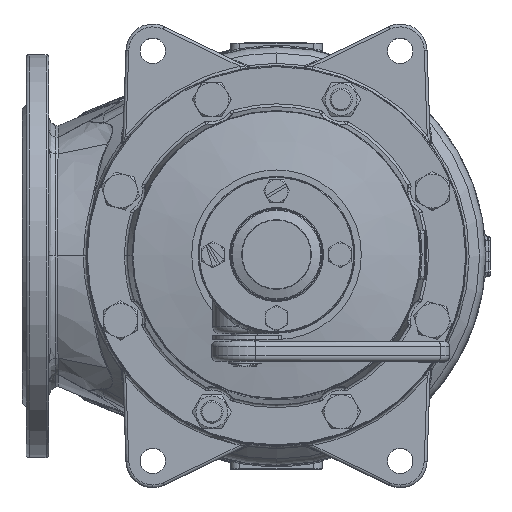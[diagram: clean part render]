
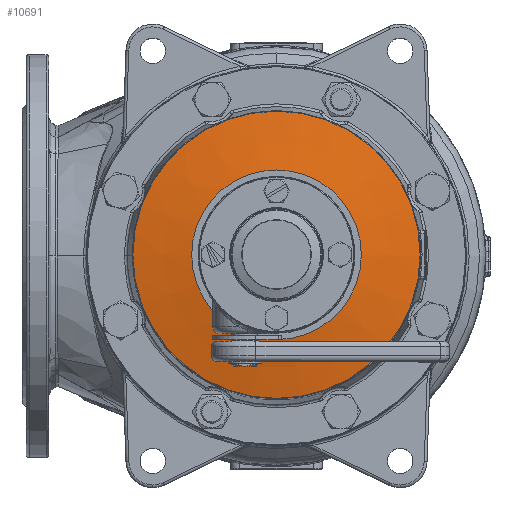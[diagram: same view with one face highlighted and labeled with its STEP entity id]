
A CAD part, top view. The second image highlights one B-rep face of the part: STEP entity #10691.
In plain terms, the highlighted conical face has half-angle 80 degrees and reference radius 60 mm.
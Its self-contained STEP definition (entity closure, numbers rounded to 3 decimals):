
#9989=CARTESIAN_POINT('',(101.587,0.,576.667));
#9990=VERTEX_POINT('',#9989);
#10017=CARTESIAN_POINT('',(-101.587,-0.,576.667));
#10018=VERTEX_POINT('',#10017);
#10019=CARTESIAN_POINT('',(0.,-0.,576.667));
#10020=DIRECTION('',(0.,-0.,1.));
#10021=DIRECTION('',(1.,0.,-0.));
#10022=AXIS2_PLACEMENT_3D('',#10019,#10020,#10021);
#10023=CIRCLE('',#10022,101.587);
#10024=EDGE_CURVE('NONE',#10018,#9990,#10023,.T.);
#10026=CARTESIAN_POINT('',(0.,-0.,576.667));
#10027=DIRECTION('',(0.,-0.,1.));
#10028=DIRECTION('',(1.,0.,-0.));
#10029=AXIS2_PLACEMENT_3D('',#10026,#10027,#10028);
#10030=CIRCLE('',#10029,101.587);
#10031=EDGE_CURVE('NONE',#9990,#10018,#10030,.T.);
#10657=CARTESIAN_POINT('',(0.,-0.,584.));
#10658=DIRECTION('',(-0.,0.,-1.));
#10659=DIRECTION('',(-1.,-0.,0.));
#10660=AXIS2_PLACEMENT_3D('',#10657,#10658,#10659);
#10661=CONICAL_SURFACE('',#10660,60.,80.);
#10662=CARTESIAN_POINT('',(-60.,-0.,584.));
#10663=VERTEX_POINT('',#10662);
#10664=CARTESIAN_POINT('',(-101.587,-0.,576.667));
#10665=DIRECTION('',(0.985,0.,0.174));
#10666=VECTOR('',#10665,42.228);
#10667=LINE('',#10664,#10666);
#10668=EDGE_CURVE('',#10018,#10663,#10667,.T.);
#10669=ORIENTED_EDGE('',*,*,#10668,.T.);
#10670=CARTESIAN_POINT('',(60.,0.,584.));
#10671=VERTEX_POINT('',#10670);
#10672=CARTESIAN_POINT('',(0.,-0.,584.));
#10673=DIRECTION('',(-0.,0.,-1.));
#10674=DIRECTION('',(-1.,-0.,0.));
#10675=AXIS2_PLACEMENT_3D('',#10672,#10673,#10674);
#10676=CIRCLE('',#10675,60.);
#10677=EDGE_CURVE('NONE',#10663,#10671,#10676,.T.);
#10678=ORIENTED_EDGE('',*,*,#10677,.T.);
#10679=CARTESIAN_POINT('',(0.,-0.,584.));
#10680=DIRECTION('',(-0.,0.,-1.));
#10681=DIRECTION('',(-1.,-0.,0.));
#10682=AXIS2_PLACEMENT_3D('',#10679,#10680,#10681);
#10683=CIRCLE('',#10682,60.);
#10684=EDGE_CURVE('NONE',#10671,#10663,#10683,.T.);
#10685=ORIENTED_EDGE('',*,*,#10684,.T.);
#10686=ORIENTED_EDGE('',*,*,#10668,.F.);
#10687=ORIENTED_EDGE('',*,*,#10024,.T.);
#10688=ORIENTED_EDGE('',*,*,#10031,.T.);
#10689=EDGE_LOOP('',(#10669,#10678,#10685,#10686,#10687,#10688));
#10690=FACE_BOUND('',#10689,.T.);
#10691=ADVANCED_FACE('NONE',(#10690),#10661,.T.);
